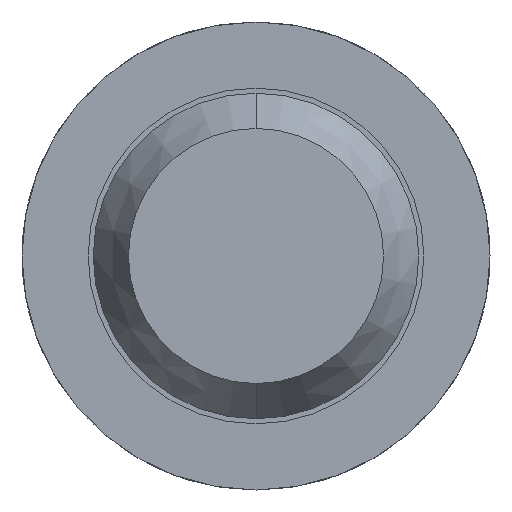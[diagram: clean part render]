
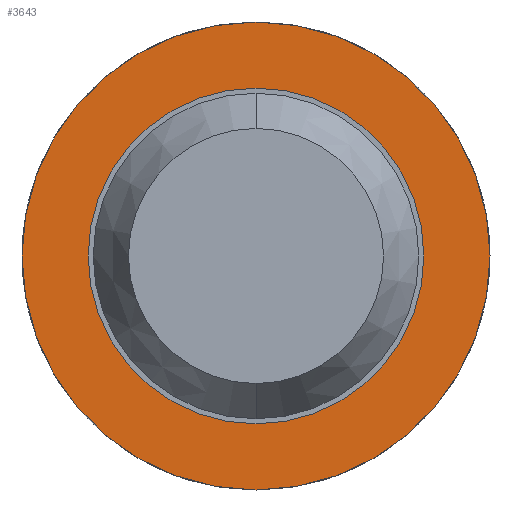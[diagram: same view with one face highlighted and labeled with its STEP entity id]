
A CAD part, front view. The second image highlights one B-rep face of the part: STEP entity #3643.
In plain terms, the highlighted planar face has unit normal (0, -1, 0).
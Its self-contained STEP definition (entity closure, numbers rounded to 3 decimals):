
#50 = FACE_OUTER_BOUND ( 'NONE', #3102, .T. ) ;
#206 = AXIS2_PLACEMENT_3D ( 'NONE', #2716, #1377, #451 ) ;
#274 = EDGE_CURVE ( 'Defeature ausgef�hrt1_7+Defeature ausgef�hrt1_6+Defeature ausgef�hrt1_6+Defeature ausgef�hrt1_6', #3579, #2277, #4006, .T. ) ;
#362 = AXIS2_PLACEMENT_3D ( 'NONE', #987, #699, #1310 ) ;
#451 = DIRECTION ( 'NONE',  ( 0., 0., 1. ) ) ;
#544 = CIRCLE ( 'NONE', #2590, 1.15 ) ;
#558 = ORIENTED_EDGE ( 'NONE', *, *, #2247, .T. ) ;
#563 = CARTESIAN_POINT ( 'NONE',  ( 0., -1.7, -0.825 ) ) ;
#699 = DIRECTION ( 'NONE',  ( 0., 1., 0. ) ) ;
#835 = CARTESIAN_POINT ( 'NONE',  ( 0., -1.7, 1.15 ) ) ;
#891 = DIRECTION ( 'NONE',  ( 0., 0., 1. ) ) ;
#904 = DIRECTION ( 'NONE',  ( 0., 1., 0. ) ) ;
#929 = FACE_BOUND ( 'NONE', #1594, .T. ) ;
#987 = CARTESIAN_POINT ( 'NONE',  ( 0., -1.7, 0. ) ) ;
#1233 = EDGE_CURVE ( 'Defeature ausgef�hrt1_0+Defeature ausgef�hrt1_7+Defeature ausgef�hrt1_7+Defeature ausgef�hrt1_7', #2900, #2803, #2959, .T. ) ;
#1310 = DIRECTION ( 'NONE',  ( 0., 0., 1. ) ) ;
#1377 = DIRECTION ( 'NONE',  ( 0., 1., 0. ) ) ;
#1381 = DIRECTION ( 'NONE',  ( 0., 0., 1. ) ) ;
#1498 = CARTESIAN_POINT ( 'NONE',  ( 0., -1.7, 0. ) ) ;
#1594 = EDGE_LOOP ( 'NONE', ( #2615, #558 ) ) ;
#1755 = AXIS2_PLACEMENT_3D ( 'NONE', #1498, #904, #1847 ) ;
#1769 = PLANE ( 'NONE',  #206 ) ;
#1847 = DIRECTION ( 'NONE',  ( 0., 0., 1. ) ) ;
#2003 = EDGE_CURVE ( 'Defeature ausgef�hrt1_0+Defeature ausgef�hrt1_7+Defeature ausgef�hrt1_7+Defeature ausgef�hrt1_7', #2803, #2900, #544, .T. ) ;
#2024 = CARTESIAN_POINT ( 'NONE',  ( 0., -1.7, 0.825 ) ) ;
#2247 = EDGE_CURVE ( 'Defeature ausgef�hrt1_7+Defeature ausgef�hrt1_6+Defeature ausgef�hrt1_6+Defeature ausgef�hrt1_6', #2277, #3579, #2899, .T. ) ;
#2277 = VERTEX_POINT ( 'NONE', #563 ) ;
#2340 = DIRECTION ( 'NONE',  ( 0., 1., 0. ) ) ;
#2491 = CARTESIAN_POINT ( 'NONE',  ( 0., -1.7, -1.15 ) ) ;
#2590 = AXIS2_PLACEMENT_3D ( 'NONE', #2682, #2340, #1381 ) ;
#2615 = ORIENTED_EDGE ( 'NONE', *, *, #274, .T. ) ;
#2682 = CARTESIAN_POINT ( 'NONE',  ( 0., -1.7, 0. ) ) ;
#2716 = CARTESIAN_POINT ( 'NONE',  ( 0.825, -1.7, 0. ) ) ;
#2803 = VERTEX_POINT ( 'NONE', #835 ) ;
#2868 = AXIS2_PLACEMENT_3D ( 'NONE', #3121, #3736, #891 ) ;
#2899 = CIRCLE ( 'NONE', #1755, 0.825 ) ;
#2900 = VERTEX_POINT ( 'NONE', #2491 ) ;
#2959 = CIRCLE ( 'NONE', #2868, 1.15 ) ;
#3102 = EDGE_LOOP ( 'NONE', ( #3709, #3927 ) ) ;
#3121 = CARTESIAN_POINT ( 'NONE',  ( 0., -1.7, 0. ) ) ;
#3579 = VERTEX_POINT ( 'NONE', #2024 ) ;
#3643 = ADVANCED_FACE ( 'Defeature ausgef�hrt1_7', ( #50, #929 ), #1769, .F. ) ;
#3709 = ORIENTED_EDGE ( 'NONE', *, *, #2003, .F. ) ;
#3736 = DIRECTION ( 'NONE',  ( 0., 1., 0. ) ) ;
#3927 = ORIENTED_EDGE ( 'NONE', *, *, #1233, .F. ) ;
#4006 = CIRCLE ( 'NONE', #362, 0.825 ) ;
